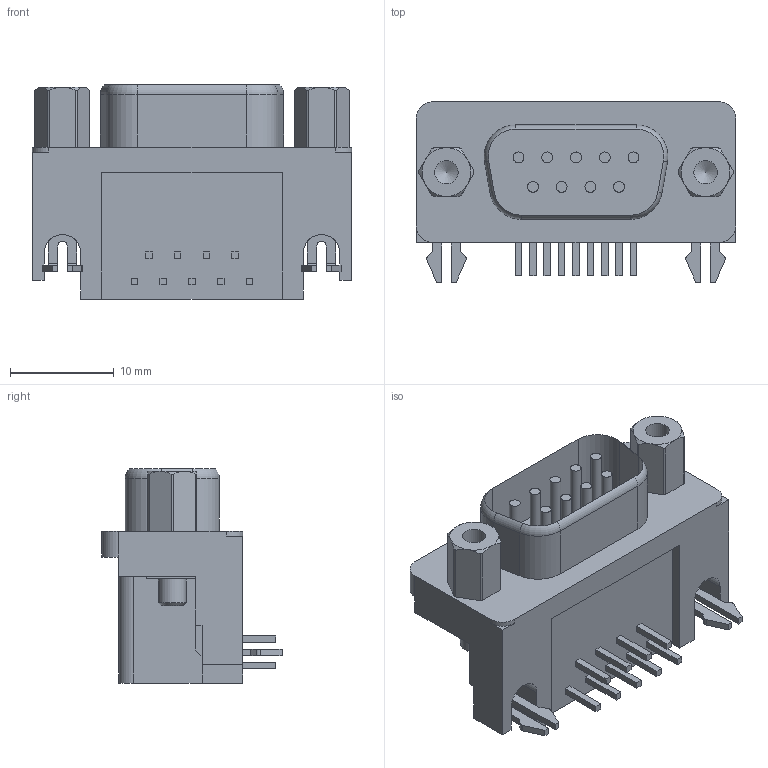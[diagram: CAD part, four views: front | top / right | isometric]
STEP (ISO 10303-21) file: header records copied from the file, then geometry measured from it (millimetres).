
FILE_DESCRIPTION(/* description */ (''),/* implementation_level */ '2;1');
FILE_NAME(/* name */ 'c-2301843-2-b-3d v1.step',/* time_stamp */ '2024-02-09T23:36:17-06:00',/* author */ (''),/* organization */ (''),/* preprocessor_version */ 'ST-DEVELOPER v20',/* originating_system */ 'Autodesk Translation Framework v12.20.1.177',/* authorisation */ '');
FILE_SCHEMA (('AUTOMOTIVE_DESIGN { 1 0 10303 214 3 1 1 }'));
Length unit declared in the file: millimetre
Products named in the file (1): c-2301843-2-b-3d
Bounding box: 30.81 x 17.38 x 20.65 mm (x, y, z)
Volume: 4471.3 mm3; surface area: 3301.3 mm2
Topology: 1 solids, 1 shells, 232 faces, 587 edges, 380 vertices
Faces by surface type: plane 153, cylinder 59, cone 16, torus 4
Full cylindrical faces by diameter (mm): 1.05 x9, 2.261 x2, 2.68 x2
Entity records: 7159 total; most frequent: CARTESIAN_POINT 1246, ORIENTED_EDGE 1170, DIRECTION 1165, EDGE_CURVE 585, LINE 423, VECTOR 423, VERTEX_POINT 380, AXIS2_PLACEMENT_3D 371
